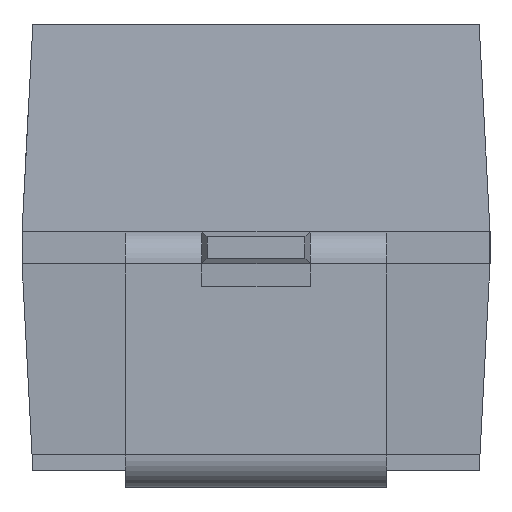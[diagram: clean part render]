
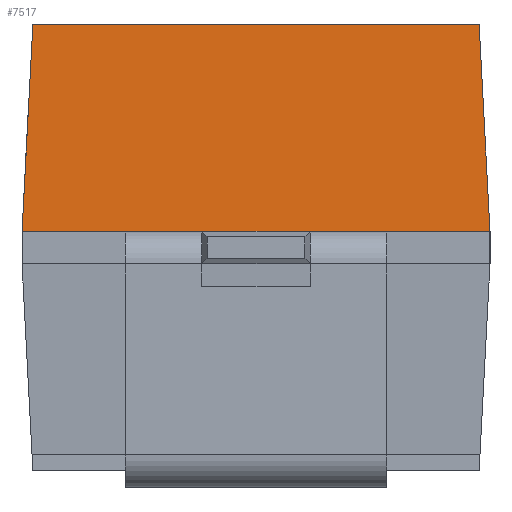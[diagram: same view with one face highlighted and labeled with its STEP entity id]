
A CAD part, left-side view. The second image highlights one B-rep face of the part: STEP entity #7517.
In plain terms, the highlighted planar face has unit normal (-0.999, 0, 0.053).
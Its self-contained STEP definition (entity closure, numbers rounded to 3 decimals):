
#503=FACE_OUTER_BOUND('',#946,.T.);
#946=EDGE_LOOP('',(#5247,#5248,#5249,#5250,#5251,#5252,#5253,#5254));
#1361=LINE('',#9965,#2191);
#1490=LINE('',#10715,#2320);
#1551=LINE('',#11187,#2381);
#1560=LINE('',#11206,#2390);
#1584=LINE('',#11248,#2414);
#1590=LINE('',#11258,#2420);
#1593=LINE('',#11264,#2423);
#1594=LINE('',#11265,#2424);
#2191=VECTOR('',#8349,1.);
#2320=VECTOR('',#8550,1.);
#2381=VECTOR('',#8633,1.);
#2390=VECTOR('',#8648,1.);
#2414=VECTOR('',#8682,1.);
#2420=VECTOR('',#8696,1.);
#2423=VECTOR('',#8703,1.);
#2424=VECTOR('',#8704,1.);
#3017=VERTEX_POINT('',#9962);
#3018=VERTEX_POINT('',#9964);
#3232=VERTEX_POINT('',#10711);
#3315=VERTEX_POINT('',#11183);
#3317=VERTEX_POINT('',#11186);
#3322=VERTEX_POINT('',#11200);
#3324=VERTEX_POINT('',#11204);
#3338=VERTEX_POINT('',#11263);
#3745=EDGE_CURVE('',#3017,#3018,#1361,.T.);
#3962=EDGE_CURVE('',#3018,#3232,#1490,.T.);
#4048=EDGE_CURVE('',#3315,#3317,#1551,.T.);
#4058=EDGE_CURVE('',#3324,#3322,#1560,.T.);
#4082=EDGE_CURVE('',#3317,#3017,#1584,.T.);
#4088=EDGE_CURVE('',#3324,#3232,#1590,.T.);
#4091=EDGE_CURVE('',#3338,#3315,#1593,.T.);
#4092=EDGE_CURVE('',#3322,#3338,#1594,.T.);
#5247=ORIENTED_EDGE('',*,*,#4088,.T.);
#5248=ORIENTED_EDGE('',*,*,#3962,.F.);
#5249=ORIENTED_EDGE('',*,*,#3745,.F.);
#5250=ORIENTED_EDGE('',*,*,#4082,.F.);
#5251=ORIENTED_EDGE('',*,*,#4048,.F.);
#5252=ORIENTED_EDGE('',*,*,#4091,.F.);
#5253=ORIENTED_EDGE('',*,*,#4092,.F.);
#5254=ORIENTED_EDGE('',*,*,#4058,.F.);
#7085=PLANE('',#7993);
#7517=ADVANCED_FACE('',(#503),#7085,.T.);
#7993=AXIS2_PLACEMENT_3D('',#11262,#8701,#8702);
#8349=DIRECTION('',(0.052,-0.052,0.997));
#8550=DIRECTION('',(0.,-1.,0.));
#8633=DIRECTION('',(0.,1.,0.));
#8648=DIRECTION('',(0.,1.,0.));
#8682=DIRECTION('',(0.,1.,0.));
#8696=DIRECTION('',(0.052,0.052,0.997));
#8701=DIRECTION('center_axis',(-0.999,0.,0.053));
#8702=DIRECTION('ref_axis',(0.,1.,0.));
#8703=DIRECTION('',(0.,1.,0.));
#8704=DIRECTION('',(0.,1.,0.));
#9962=CARTESIAN_POINT('',(-3.35,2.15,2.354));
#9964=CARTESIAN_POINT('',(-3.25,2.05,4.254));
#9965=CARTESIAN_POINT('',(-3.244,2.044,4.361));
#10711=CARTESIAN_POINT('',(-3.25,-2.05,4.254));
#10715=CARTESIAN_POINT('',(-3.25,-2.15,4.254));
#11183=CARTESIAN_POINT('',(-3.35,0.5,2.354));
#11186=CARTESIAN_POINT('',(-3.35,1.2,2.354));
#11187=CARTESIAN_POINT('',(-3.35,1.2,2.354));
#11200=CARTESIAN_POINT('',(-3.35,-1.2,2.354));
#11204=CARTESIAN_POINT('',(-3.35,-2.15,2.354));
#11206=CARTESIAN_POINT('',(-3.35,2.15,2.354));
#11248=CARTESIAN_POINT('',(-3.35,2.15,2.354));
#11258=CARTESIAN_POINT('',(-3.244,-2.044,4.361));
#11262=CARTESIAN_POINT('Origin',(-3.25,0.,4.254));
#11263=CARTESIAN_POINT('',(-3.35,-0.5,2.354));
#11264=CARTESIAN_POINT('',(-3.35,1.2,2.354));
#11265=CARTESIAN_POINT('',(-3.35,1.2,2.354));
